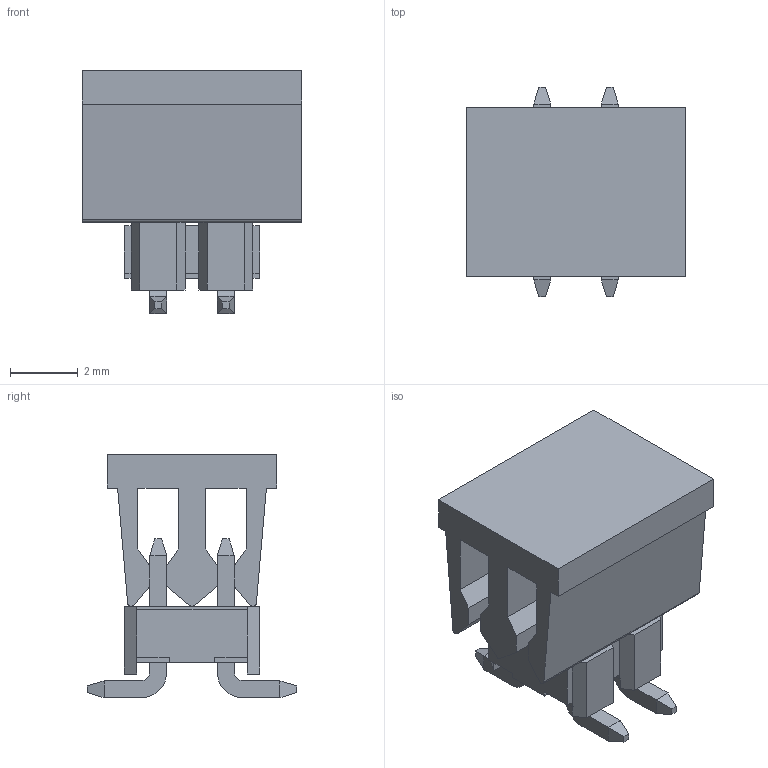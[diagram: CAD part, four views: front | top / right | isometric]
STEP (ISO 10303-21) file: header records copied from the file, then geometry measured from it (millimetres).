
FILE_DESCRIPTION(/* description */ ('Unknown'),/* implementation_level */ '2;1');
FILE_NAME(/* name */ '621304245821',/* time_stamp */ '2017-03-27T17:25:25+02:00',/* author */ ('Unknown'),/* organization */ ('Unknown'),/* preprocessor_version */ 'ST-DEVELOPER v16.7',/* originating_system */ 'DEX',/* authorisation */ $);
FILE_SCHEMA (('AUTOMOTIVE_DESIGN {1 0 10303 214 3 1 1}'));
Length unit declared in the file: millimetre
Products named in the file (4): 6213xx245821; 621004245821_Housing; 6210xx245821_PIN; 6213xx245821_Cap
Assembly tree (6 placements, depth 2):
  6213xx245821
    621004245821_Housing
    6210xx245821_PIN  x4
    6213xx245821_Cap
Bounding box: 6.5 x 6.2 x 7.2 mm (x, y, z)
Volume: 108.7 mm3; surface area: 360.1 mm2
Topology: 6 solids, 6 shells, 176 faces, 442 edges, 278 vertices
Faces by surface type: plane 165, cylinder 11
Entity records: 3811 total; most frequent: CARTESIAN_POINT 657, ORIENTED_EDGE 644, DIRECTION 590, EDGE_CURVE 322, LINE 312, VECTOR 312, VERTEX_POINT 206, AXIS2_PLACEMENT_3D 139
